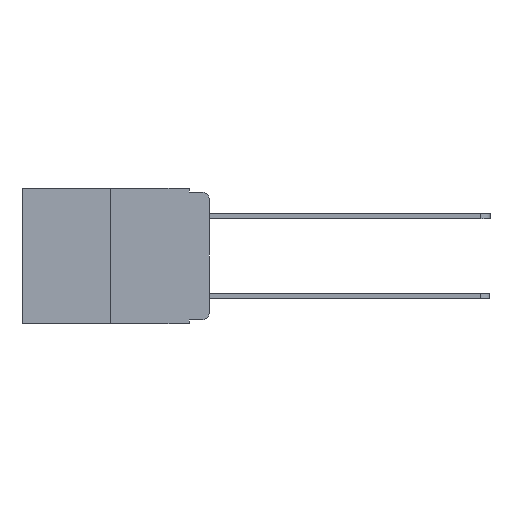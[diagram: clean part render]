
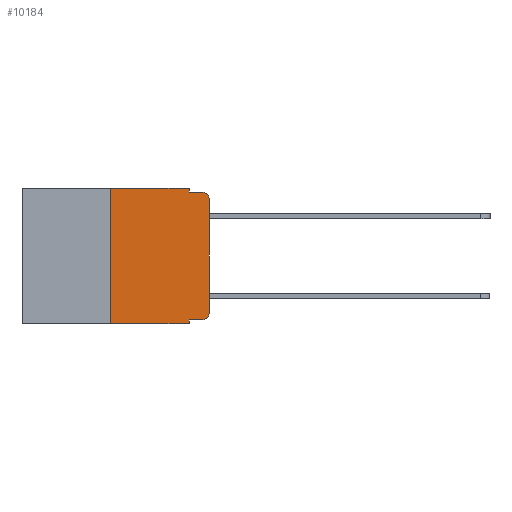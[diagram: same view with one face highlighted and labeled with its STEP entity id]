
A CAD part, left-side view. The second image highlights one B-rep face of the part: STEP entity #10184.
In plain terms, the highlighted planar face has unit normal (-1, 0, 0).
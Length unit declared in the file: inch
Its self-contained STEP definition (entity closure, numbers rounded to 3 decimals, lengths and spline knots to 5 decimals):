
#233 = DIRECTION ( 'NONE',  ( 0., 0., -1. ) ) ;
#248 = VECTOR ( 'NONE', #627, 39.37008 ) ;
#289 = DIRECTION ( 'NONE',  ( 0., -1., 0. ) ) ;
#627 = DIRECTION ( 'NONE',  ( 0., 0., 1. ) ) ;
#686 = VECTOR ( 'NONE', #7669, 39.37008 ) ;
#1273 = VERTEX_POINT ( 'NONE', #6176 ) ;
#1542 = LINE ( 'NONE', #9563, #3638 ) ;
#1811 = CARTESIAN_POINT ( 'NONE',  ( 0., 0.02, -0.03 ) ) ;
#2239 = EDGE_CURVE ( 'NONE', #9876, #1273, #8791, .T. ) ;
#2346 = CARTESIAN_POINT ( 'NONE',  ( 0., 0.051, -0.01 ) ) ;
#2474 = VECTOR ( 'NONE', #289, 39.37008 ) ;
#2500 = CARTESIAN_POINT ( 'NONE',  ( 0., 0.051, -0.343 ) ) ;
#2629 = LINE ( 'NONE', #8493, #5327 ) ;
#2631 = CARTESIAN_POINT ( 'NONE',  ( 0., 0.473, -0.343 ) ) ;
#2837 = DIRECTION ( 'NONE',  ( 0., 0., -1. ) ) ;
#2887 = EDGE_LOOP ( 'NONE', ( #4533, #4625, #5489, #5552, #6864, #6071, #6327, #10751, #10483, #10824 ) ) ;
#2927 = EDGE_CURVE ( 'NONE', #3058, #9876, #3783, .T. ) ;
#3058 = VERTEX_POINT ( 'NONE', #9376 ) ;
#3619 = EDGE_CURVE ( 'NONE', #3058, #7457, #8181, .T. ) ;
#3623 = FACE_OUTER_BOUND ( 'NONE', #2887, .T. ) ;
#3638 = VECTOR ( 'NONE', #5739, 39.37008 ) ;
#3728 = CARTESIAN_POINT ( 'NONE',  ( 0., 0.473, 0. ) ) ;
#3783 = LINE ( 'NONE', #5249, #686 ) ;
#3918 = CARTESIAN_POINT ( 'NONE',  ( 0., 0.051, 0. ) ) ;
#4298 = EDGE_CURVE ( 'NONE', #5037, #4299, #1542, .T. ) ;
#4299 = VERTEX_POINT ( 'NONE', #4807 ) ;
#4510 = VERTEX_POINT ( 'NONE', #7687 ) ;
#4533 = ORIENTED_EDGE ( 'NONE', *, *, #6712, .T. ) ;
#4625 = ORIENTED_EDGE ( 'NONE', *, *, #6135, .T. ) ;
#4678 = CARTESIAN_POINT ( 'NONE',  ( 0., 0.051, 0. ) ) ;
#4807 = CARTESIAN_POINT ( 'NONE',  ( 0., 0.25, 0. ) ) ;
#4851 = LINE ( 'NONE', #2346, #6892 ) ;
#4970 = EDGE_CURVE ( 'NONE', #8168, #10234, #2629, .T. ) ;
#5037 = VERTEX_POINT ( 'NONE', #10143 ) ;
#5249 = CARTESIAN_POINT ( 'NONE',  ( 0., 0.051, -0.333 ) ) ;
#5327 = VECTOR ( 'NONE', #233, 39.37008 ) ;
#5489 = ORIENTED_EDGE ( 'NONE', *, *, #5594, .F. ) ;
#5551 = DIRECTION ( 'NONE',  ( -1., 0., 0. ) ) ;
#5552 = ORIENTED_EDGE ( 'NONE', *, *, #4970, .F. ) ;
#5594 = EDGE_CURVE ( 'NONE', #10234, #4510, #4851, .T. ) ;
#5692 = DIRECTION ( 'NONE',  ( 0., 0., -1. ) ) ;
#5739 = DIRECTION ( 'NONE',  ( 0., 0., 1. ) ) ;
#5763 = AXIS2_PLACEMENT_3D ( 'NONE', #3728, #10323, #5692 ) ;
#6071 = ORIENTED_EDGE ( 'NONE', *, *, #4298, .F. ) ;
#6135 = EDGE_CURVE ( 'NONE', #10857, #4510, #8627, .T. ) ;
#6176 = CARTESIAN_POINT ( 'NONE',  ( 0., 0., -0.313 ) ) ;
#6241 = CARTESIAN_POINT ( 'NONE',  ( 0., 0.473, 0. ) ) ;
#6327 = ORIENTED_EDGE ( 'NONE', *, *, #7526, .T. ) ;
#6677 = DIRECTION ( 'NONE',  ( 0., 0., -1. ) ) ;
#6712 = EDGE_CURVE ( 'NONE', #1273, #10857, #7768, .T. ) ;
#6864 = ORIENTED_EDGE ( 'NONE', *, *, #11226, .F. ) ;
#6892 = VECTOR ( 'NONE', #10050, 39.37008 ) ;
#6996 = CARTESIAN_POINT ( 'NONE',  ( 0., 0.02, -0.333 ) ) ;
#7318 = AXIS2_PLACEMENT_3D ( 'NONE', #1811, #8150, #2837 ) ;
#7331 = CARTESIAN_POINT ( 'NONE',  ( 0., 0.051, -0.01 ) ) ;
#7457 = VERTEX_POINT ( 'NONE', #2500 ) ;
#7525 = LINE ( 'NONE', #2631, #9522 ) ;
#7526 = EDGE_CURVE ( 'NONE', #5037, #7457, #7525, .T. ) ;
#7669 = DIRECTION ( 'NONE',  ( 0., -1., 0. ) ) ;
#7687 = CARTESIAN_POINT ( 'NONE',  ( 0., 0.02, -0.01 ) ) ;
#7768 = LINE ( 'NONE', #10320, #248 ) ;
#7940 = VECTOR ( 'NONE', #6677, 39.37008 ) ;
#8040 = PLANE ( 'NONE',  #5763 ) ;
#8150 = DIRECTION ( 'NONE',  ( -1., 0., 0. ) ) ;
#8168 = VERTEX_POINT ( 'NONE', #4678 ) ;
#8181 = LINE ( 'NONE', #3918, #7940 ) ;
#8493 = CARTESIAN_POINT ( 'NONE',  ( 0., 0.051, 0. ) ) ;
#8627 = CIRCLE ( 'NONE', #7318, 0.02 ) ;
#8714 = DIRECTION ( 'NONE',  ( 0., -1., 0. ) ) ;
#8791 = CIRCLE ( 'NONE', #10488, 0.02 ) ;
#9376 = CARTESIAN_POINT ( 'NONE',  ( 0., 0.051, -0.333 ) ) ;
#9522 = VECTOR ( 'NONE', #8714, 39.37008 ) ;
#9563 = CARTESIAN_POINT ( 'NONE',  ( 0., 0.25, 0. ) ) ;
#9876 = VERTEX_POINT ( 'NONE', #6996 ) ;
#9941 = CARTESIAN_POINT ( 'NONE',  ( 0., 0., -0.03 ) ) ;
#10050 = DIRECTION ( 'NONE',  ( 0., -1., 0. ) ) ;
#10143 = CARTESIAN_POINT ( 'NONE',  ( 0., 0.25, -0.343 ) ) ;
#10184 = ADVANCED_FACE ( 'NONE', ( #3623 ), #8040, .F. ) ;
#10188 = CARTESIAN_POINT ( 'NONE',  ( 0., 0.02, -0.313 ) ) ;
#10234 = VERTEX_POINT ( 'NONE', #7331 ) ;
#10320 = CARTESIAN_POINT ( 'NONE',  ( 0., 0., 0. ) ) ;
#10323 = DIRECTION ( 'NONE',  ( 1., 0., 0. ) ) ;
#10483 = ORIENTED_EDGE ( 'NONE', *, *, #2927, .T. ) ;
#10488 = AXIS2_PLACEMENT_3D ( 'NONE', #10188, #5551, #10957 ) ;
#10751 = ORIENTED_EDGE ( 'NONE', *, *, #3619, .F. ) ;
#10824 = ORIENTED_EDGE ( 'NONE', *, *, #2239, .T. ) ;
#10857 = VERTEX_POINT ( 'NONE', #9941 ) ;
#10957 = DIRECTION ( 'NONE',  ( 0., 0., -1. ) ) ;
#11162 = LINE ( 'NONE', #6241, #2474 ) ;
#11226 = EDGE_CURVE ( 'NONE', #4299, #8168, #11162, .T. ) ;
